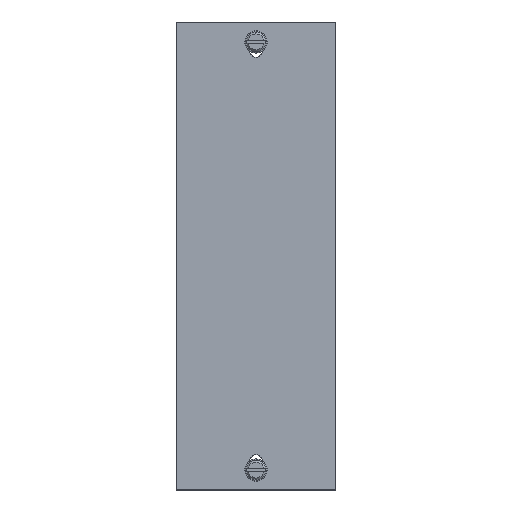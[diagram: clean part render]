
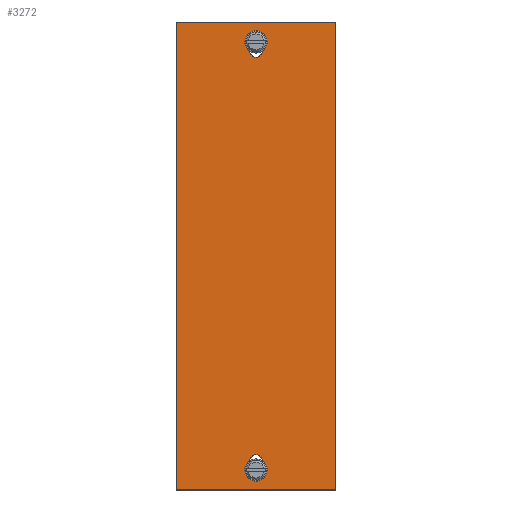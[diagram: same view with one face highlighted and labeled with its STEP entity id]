
A CAD part, top view. The second image highlights one B-rep face of the part: STEP entity #3272.
In plain terms, the highlighted planar face has unit normal (0, 0, 1).
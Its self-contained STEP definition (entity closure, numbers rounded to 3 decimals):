
#73=DIRECTION('',(0.,-1.,0.));
#74=VECTOR('',#73,146.7);
#75=CARTESIAN_POINT('',(-25.,73.35,2.));
#76=LINE('',#75,#74);
#77=DIRECTION('',(-1.,0.,0.));
#78=VECTOR('',#77,50.);
#79=CARTESIAN_POINT('',(25.,73.35,2.));
#80=LINE('',#79,#78);
#81=DIRECTION('',(0.,1.,0.));
#82=VECTOR('',#81,146.7);
#83=CARTESIAN_POINT('',(25.,-73.35,2.));
#84=LINE('',#83,#82);
#85=DIRECTION('',(1.,0.,0.));
#86=VECTOR('',#85,50.);
#87=CARTESIAN_POINT('',(-25.,-73.35,2.));
#88=LINE('',#87,#86);
#89=CARTESIAN_POINT('',(0.,67.1,2.));
#90=DIRECTION('',(0.,0.,1.));
#91=DIRECTION('',(1.,0.,0.));
#92=AXIS2_PLACEMENT_3D('',#89,#90,#91);
#94=CARTESIAN_POINT('',(0.,67.1,2.));
#95=DIRECTION('',(0.,0.,1.));
#96=DIRECTION('',(-1.,0.,0.));
#97=AXIS2_PLACEMENT_3D('',#94,#95,#96);
#99=CARTESIAN_POINT('',(0.,64.35,2.));
#100=DIRECTION('',(0.,0.,1.));
#101=DIRECTION('',(-0.998,-0.063,0.));
#102=AXIS2_PLACEMENT_3D('',#99,#100,#101);
#104=CARTESIAN_POINT('',(0.,67.1,2.));
#105=DIRECTION('',(0.,0.,1.));
#106=DIRECTION('',(0.57,-0.821,0.));
#107=AXIS2_PLACEMENT_3D('',#104,#105,#106);
#109=CARTESIAN_POINT('',(0.,-67.1,2.));
#110=DIRECTION('',(0.,0.,1.));
#111=DIRECTION('',(1.,0.,0.));
#112=AXIS2_PLACEMENT_3D('',#109,#110,#111);
#114=CARTESIAN_POINT('',(0.,-64.35,2.));
#115=DIRECTION('',(0.,0.,1.));
#116=DIRECTION('',(0.998,0.063,0.));
#117=AXIS2_PLACEMENT_3D('',#114,#115,#116);
#119=CARTESIAN_POINT('',(0.,-67.1,2.));
#120=DIRECTION('',(0.,0.,1.));
#121=DIRECTION('',(-0.57,0.821,0.));
#122=AXIS2_PLACEMENT_3D('',#119,#120,#121);
#124=CARTESIAN_POINT('',(0.,-67.1,2.));
#125=DIRECTION('',(0.,0.,1.));
#126=DIRECTION('',(-1.,0.,0.));
#127=AXIS2_PLACEMENT_3D('',#124,#125,#126);
#2661=CARTESIAN_POINT('',(-25.,73.35,2.));
#2662=CARTESIAN_POINT('',(-25.,-73.35,2.));
#2663=VERTEX_POINT('',#2661);
#2664=VERTEX_POINT('',#2662);
#2665=CARTESIAN_POINT('',(25.,-73.35,2.));
#2666=VERTEX_POINT('',#2665);
#2667=CARTESIAN_POINT('',(25.,73.35,2.));
#2668=VERTEX_POINT('',#2667);
#2681=CARTESIAN_POINT('',(3.5,67.1,2.));
#2682=CARTESIAN_POINT('',(-3.5,67.1,2.));
#2683=VERTEX_POINT('',#2681);
#2684=VERTEX_POINT('',#2682);
#2685=CARTESIAN_POINT('',(-1.996,64.225,2.));
#2686=VERTEX_POINT('',#2685);
#2687=CARTESIAN_POINT('',(1.996,64.225,2.));
#2688=VERTEX_POINT('',#2687);
#2921=CARTESIAN_POINT('',(3.5,-67.1,2.));
#2922=CARTESIAN_POINT('',(1.996,-64.225,2.));
#2923=VERTEX_POINT('',#2921);
#2924=VERTEX_POINT('',#2922);
#2925=CARTESIAN_POINT('',(-1.996,-64.225,2.));
#2926=CARTESIAN_POINT('',(-3.5,-67.1,2.));
#2927=VERTEX_POINT('',#2925);
#2928=VERTEX_POINT('',#2926);
#3241=CARTESIAN_POINT('',(0.,0.,2.));
#3242=DIRECTION('',(0.,0.,1.));
#3243=DIRECTION('',(1.,0.,0.));
#3244=AXIS2_PLACEMENT_3D('',#3241,#3242,#3243);
#3245=PLANE('',#3244);
#3246=ORIENTED_EDGE('',*,*,#3193,.F.);
#3247=ORIENTED_EDGE('',*,*,#3208,.F.);
#3248=ORIENTED_EDGE('',*,*,#3222,.F.);
#3249=ORIENTED_EDGE('',*,*,#3235,.F.);
#3250=EDGE_LOOP('',(#3246,#3247,#3248,#3249));
#3251=FACE_OUTER_BOUND('',#3250,.F.);
#3253=ORIENTED_EDGE('',*,*,#3252,.T.);
#3255=ORIENTED_EDGE('',*,*,#3254,.T.);
#3257=ORIENTED_EDGE('',*,*,#3256,.T.);
#3259=ORIENTED_EDGE('',*,*,#3258,.T.);
#3260=EDGE_LOOP('',(#3253,#3255,#3257,#3259));
#3261=FACE_BOUND('',#3260,.F.);
#3263=ORIENTED_EDGE('',*,*,#3262,.T.);
#3265=ORIENTED_EDGE('',*,*,#3264,.T.);
#3267=ORIENTED_EDGE('',*,*,#3266,.T.);
#3269=ORIENTED_EDGE('',*,*,#3268,.T.);
#3270=EDGE_LOOP('',(#3263,#3265,#3267,#3269));
#3271=FACE_BOUND('',#3270,.F.);
#3272=ADVANCED_FACE('',(#3251,#3261,#3271),#3245,.T.);
#93=CIRCLE('',#92,3.5);
#98=CIRCLE('',#97,3.5);
#103=CIRCLE('',#102,2.);
#108=CIRCLE('',#107,3.5);
#113=CIRCLE('',#112,3.5);
#118=CIRCLE('',#117,2.);
#123=CIRCLE('',#122,3.5);
#128=CIRCLE('',#127,3.5);
#3193=EDGE_CURVE('',#2663,#2664,#76,.T.);
#3208=EDGE_CURVE('',#2668,#2663,#80,.T.);
#3222=EDGE_CURVE('',#2666,#2668,#84,.T.);
#3235=EDGE_CURVE('',#2664,#2666,#88,.T.);
#3252=EDGE_CURVE('',#2683,#2684,#93,.T.);
#3254=EDGE_CURVE('',#2684,#2686,#98,.T.);
#3256=EDGE_CURVE('',#2686,#2688,#103,.T.);
#3258=EDGE_CURVE('',#2688,#2683,#108,.T.);
#3262=EDGE_CURVE('',#2923,#2924,#113,.T.);
#3264=EDGE_CURVE('',#2924,#2927,#118,.T.);
#3266=EDGE_CURVE('',#2927,#2928,#123,.T.);
#3268=EDGE_CURVE('',#2928,#2923,#128,.T.);
